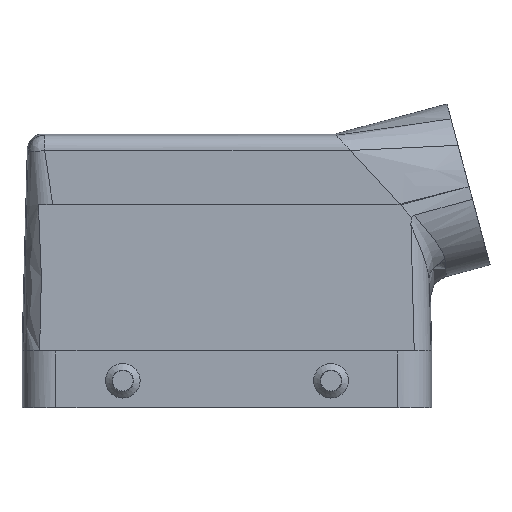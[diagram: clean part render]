
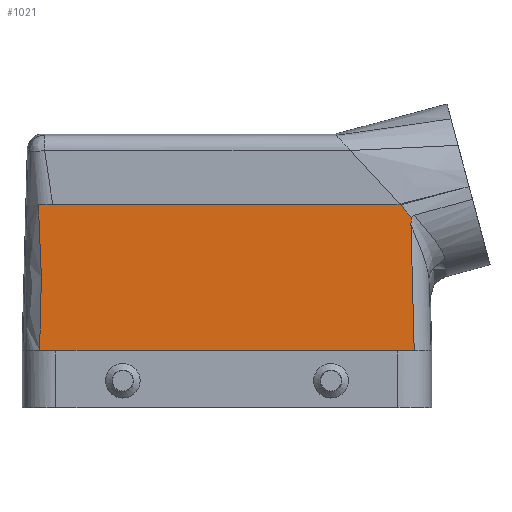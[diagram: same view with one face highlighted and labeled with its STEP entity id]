
A CAD part, front view. The second image highlights one B-rep face of the part: STEP entity #1021.
In plain terms, the highlighted planar face has unit normal (0, -1, 0.015).
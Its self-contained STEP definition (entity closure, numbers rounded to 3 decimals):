
#667=B_SPLINE_CURVE_WITH_KNOTS('',3,(#6164,#6165,#6166,#6167,#6168,#6169,
#6170,#6171,#6172,#6173,#6174,#6175,#6176,#6177,#6178,#6179,#6180,#6181,
#6182,#6183,#6184,#6185,#6186,#6187,#6188,#6189,#6190,#6191,#6192,#6193,
#6194,#6195,#6196,#6197),.UNSPECIFIED.,.F.,.F.,(4,3,3,3,3,3,3,3,3,3,3,4),
(0.,0.108,0.165,0.221,0.278,
0.391,0.447,0.56,0.673,
0.786,0.897,1.),.UNSPECIFIED.);
#668=B_SPLINE_CURVE_WITH_KNOTS('',3,(#6203,#6204,#6205,#6206),
 .UNSPECIFIED.,.F.,.F.,(4,4),(0.,1.),.UNSPECIFIED.);
#669=B_SPLINE_CURVE_WITH_KNOTS('',3,(#6208,#6209,#6210,#6211,#6212,#6213,
#6214,#6215,#6216,#6217,#6218,#6219,#6220,#6221,#6222,#6223),
 .UNSPECIFIED.,.F.,.F.,(4,3,3,3,3,4),(0.,0.042,0.078,
0.985,0.996,1.),.UNSPECIFIED.);
#670=B_SPLINE_CURVE_WITH_KNOTS('',3,(#6225,#6226,#6227,#6228,#6229,#6230,
#6231),.UNSPECIFIED.,.F.,.F.,(4,3,4),(0.,0.464,1.),
 .UNSPECIFIED.);
#762=PLANE('',#4634);
#1021=ADVANCED_FACE('',(#1260),#762,.T.);
#1260=FACE_OUTER_BOUND('',#1472,.T.);
#1472=EDGE_LOOP('',(#1933,#1934,#1935,#1936,#1937,#1938,#1939));
#1933=ORIENTED_EDGE('',*,*,#3368,.T.);
#1934=ORIENTED_EDGE('',*,*,#3369,.F.);
#1935=ORIENTED_EDGE('',*,*,#3370,.F.);
#1936=ORIENTED_EDGE('',*,*,#3371,.F.);
#1937=ORIENTED_EDGE('',*,*,#3372,.T.);
#1938=ORIENTED_EDGE('',*,*,#3373,.T.);
#1939=ORIENTED_EDGE('',*,*,#3374,.T.);
#2997=VERTEX_POINT('',#6162);
#2998=VERTEX_POINT('',#6163);
#2999=VERTEX_POINT('',#6198);
#3000=VERTEX_POINT('',#6200);
#3001=VERTEX_POINT('',#6202);
#3002=VERTEX_POINT('',#6207);
#3003=VERTEX_POINT('',#6224);
#3368=EDGE_CURVE('',#2997,#2998,#3868,.T.);
#3369=EDGE_CURVE('',#2999,#2998,#667,.T.);
#3370=EDGE_CURVE('',#3000,#2999,#3869,.T.);
#3371=EDGE_CURVE('',#3001,#3000,#3870,.T.);
#3372=EDGE_CURVE('',#3001,#3002,#668,.T.);
#3373=EDGE_CURVE('',#3002,#3003,#669,.T.);
#3374=EDGE_CURVE('',#3003,#2997,#670,.T.);
#3868=LINE('',#6161,#4218);
#3869=LINE('',#6199,#4219);
#3870=LINE('',#6201,#4220);
#4218=VECTOR('',#5071,1.);
#4219=VECTOR('',#5072,1.);
#4220=VECTOR('',#5073,1.);
#4634=AXIS2_PLACEMENT_3D('',#6232,#5074,#5075);
#5071=DIRECTION('',(-1.,0.,0.));
#5072=DIRECTION('',(-1.,0.,0.));
#5073=DIRECTION('',(0.026,-0.015,-1.));
#5074=DIRECTION('',(0.,-1.,0.015));
#5075=DIRECTION('',(0.,-0.015,-1.));
#6161=CARTESIAN_POINT('',(50.,-19.998,37.175));
#6162=CARTESIAN_POINT('',(38.88,-19.998,37.175));
#6163=CARTESIAN_POINT('',(-43.005,-19.998,37.175));
#6164=CARTESIAN_POINT('',(-42.738,-20.5,4.026));
#6165=CARTESIAN_POINT('',(-42.707,-20.482,5.223));
#6166=CARTESIAN_POINT('',(-42.676,-20.464,6.42));
#6167=CARTESIAN_POINT('',(-42.645,-20.446,7.617));
#6168=CARTESIAN_POINT('',(-42.629,-20.436,8.242));
#6169=CARTESIAN_POINT('',(-42.612,-20.427,8.866));
#6170=CARTESIAN_POINT('',(-42.596,-20.417,9.491));
#6171=CARTESIAN_POINT('',(-42.58,-20.408,10.116));
#6172=CARTESIAN_POINT('',(-42.564,-20.398,10.74));
#6173=CARTESIAN_POINT('',(-42.548,-20.389,11.365));
#6174=CARTESIAN_POINT('',(-42.531,-20.379,11.99));
#6175=CARTESIAN_POINT('',(-42.515,-20.37,12.615));
#6176=CARTESIAN_POINT('',(-42.499,-20.36,13.239));
#6177=CARTESIAN_POINT('',(-42.467,-20.341,14.489));
#6178=CARTESIAN_POINT('',(-42.434,-20.323,15.738));
#6179=CARTESIAN_POINT('',(-42.402,-20.304,16.988));
#6180=CARTESIAN_POINT('',(-42.386,-20.294,17.612));
#6181=CARTESIAN_POINT('',(-42.368,-20.285,18.237));
#6182=CARTESIAN_POINT('',(-42.354,-20.275,18.862));
#6183=CARTESIAN_POINT('',(-42.324,-20.256,20.111));
#6184=CARTESIAN_POINT('',(-42.313,-20.237,21.362));
#6185=CARTESIAN_POINT('',(-42.32,-20.218,22.612));
#6186=CARTESIAN_POINT('',(-42.326,-20.199,23.862));
#6187=CARTESIAN_POINT('',(-42.349,-20.181,25.111));
#6188=CARTESIAN_POINT('',(-42.386,-20.162,26.361));
#6189=CARTESIAN_POINT('',(-42.423,-20.143,27.61));
#6190=CARTESIAN_POINT('',(-42.475,-20.124,28.859));
#6191=CARTESIAN_POINT('',(-42.538,-20.105,30.108));
#6192=CARTESIAN_POINT('',(-42.6,-20.086,31.328));
#6193=CARTESIAN_POINT('',(-42.673,-20.068,32.548));
#6194=CARTESIAN_POINT('',(-42.755,-20.049,33.768));
#6195=CARTESIAN_POINT('',(-42.831,-20.032,34.904));
#6196=CARTESIAN_POINT('',(-42.915,-20.015,36.039));
#6197=CARTESIAN_POINT('',(-43.005,-19.998,37.175));
#6198=CARTESIAN_POINT('',(-42.738,-20.5,4.026));
#6199=CARTESIAN_POINT('',(50.,-20.5,4.026));
#6200=CARTESIAN_POINT('',(42.738,-20.5,4.026));
#6201=CARTESIAN_POINT('',(42.064,-20.106,30.007));
#6202=CARTESIAN_POINT('',(41.997,-20.067,32.612));
#6203=CARTESIAN_POINT('',(41.997,-20.067,32.612));
#6204=CARTESIAN_POINT('',(41.982,-20.058,33.206));
#6205=CARTESIAN_POINT('',(42.006,-20.049,33.803));
#6206=CARTESIAN_POINT('',(42.15,-20.04,34.381));
#6207=CARTESIAN_POINT('',(42.15,-20.04,34.381));
#6208=CARTESIAN_POINT('',(42.15,-20.04,34.381));
#6209=CARTESIAN_POINT('',(42.114,-20.039,34.421));
#6210=CARTESIAN_POINT('',(42.078,-20.039,34.46));
#6211=CARTESIAN_POINT('',(42.042,-20.038,34.499));
#6212=CARTESIAN_POINT('',(42.01,-20.038,34.534));
#6213=CARTESIAN_POINT('',(41.977,-20.037,34.569));
#6214=CARTESIAN_POINT('',(41.945,-20.037,34.604));
#6215=CARTESIAN_POINT('',(41.157,-20.024,35.461));
#6216=CARTESIAN_POINT('',(40.368,-20.011,36.318));
#6217=CARTESIAN_POINT('',(39.579,-19.998,37.175));
#6218=CARTESIAN_POINT('',(39.57,-19.998,37.185));
#6219=CARTESIAN_POINT('',(39.56,-19.997,37.196));
#6220=CARTESIAN_POINT('',(39.55,-19.997,37.206));
#6221=CARTESIAN_POINT('',(39.547,-19.997,37.21));
#6222=CARTESIAN_POINT('',(39.543,-19.997,37.214));
#6223=CARTESIAN_POINT('',(39.539,-19.997,37.218));
#6224=CARTESIAN_POINT('',(39.539,-19.997,37.218));
#6225=CARTESIAN_POINT('',(39.539,-19.997,37.218));
#6226=CARTESIAN_POINT('',(39.438,-19.997,37.205));
#6227=CARTESIAN_POINT('',(39.336,-19.997,37.194));
#6228=CARTESIAN_POINT('',(39.234,-19.998,37.187));
#6229=CARTESIAN_POINT('',(39.116,-19.998,37.179));
#6230=CARTESIAN_POINT('',(38.998,-19.998,37.175));
#6231=CARTESIAN_POINT('',(38.88,-19.998,37.175));
#6232=CARTESIAN_POINT('',(50.,-20.5,4.026));
